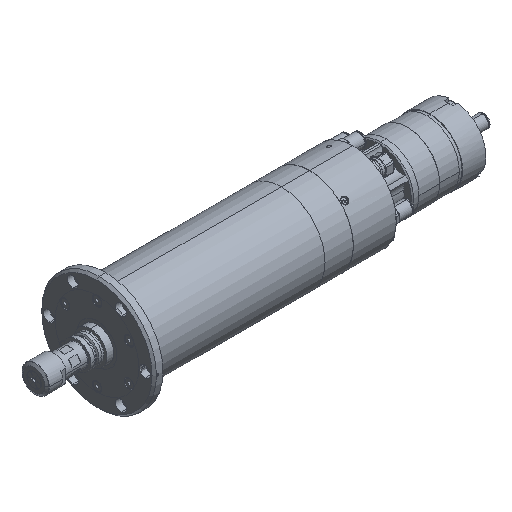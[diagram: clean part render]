
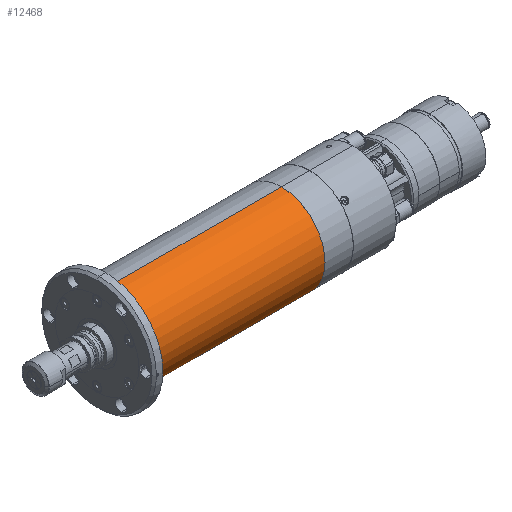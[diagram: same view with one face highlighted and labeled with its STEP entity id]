
A CAD part, isometric view. The second image highlights one B-rep face of the part: STEP entity #12468.
In plain terms, the highlighted cylindrical face has radius 40 mm (diameter 80 mm), a partial arc.
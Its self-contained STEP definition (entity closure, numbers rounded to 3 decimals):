
#12379 = VERTEX_POINT ( 'NONE', #19051 ) ;
#12380 = VERTEX_POINT ( 'NONE', #19050 ) ;
#12382 = EDGE_CURVE ( 'NONE', #12380, #12383, #19049, .T. ) ;
#12383 = VERTEX_POINT ( 'NONE', #19045 ) ;
#12431 = VERTEX_POINT ( 'NONE', #19097 ) ;
#12433 = EDGE_CURVE ( 'NONE', #12379, #12431, #19163, .T. ) ;
#12468 = ADVANCED_FACE ( 'NONE', ( #19170 ), #19225, .T. ) ;
#12469 = EDGE_LOOP ( 'NONE', ( #12470, #12471, #12473, #12474 ) ) ;
#12470 = ORIENTED_EDGE ( 'NONE', *, *, #12382, .F. ) ;
#12471 = ORIENTED_EDGE ( 'NONE', *, *, #12472, .T. ) ;
#12472 = EDGE_CURVE ( 'NONE', #12380, #12379, #19226, .T. ) ;
#12473 = ORIENTED_EDGE ( 'NONE', *, *, #12433, .T. ) ;
#12474 = ORIENTED_EDGE ( 'NONE', *, *, #12488, .F. ) ;
#12488 = EDGE_CURVE ( 'NONE', #12383, #12431, #19255, .T. ) ;
#19045 = CARTESIAN_POINT ( 'NONE',  ( 177.1, 0., 40. ) ) ;
#19046 = DIRECTION ( 'NONE',  ( 1., 0., 0. ) ) ;
#19047 = VECTOR ( 'NONE', #19046, 1000. ) ;
#19048 = CARTESIAN_POINT ( 'NONE',  ( 177.1, 0., 40. ) ) ;
#19049 = LINE ( 'NONE', #19048, #19047 ) ;
#19050 = CARTESIAN_POINT ( 'NONE',  ( 16.1, 0., 40. ) ) ;
#19051 = CARTESIAN_POINT ( 'NONE',  ( 16.1, 0., -40. ) ) ;
#19097 = CARTESIAN_POINT ( 'NONE',  ( 177.1, 0., -40. ) ) ;
#19160 = DIRECTION ( 'NONE',  ( 1., 0., 0. ) ) ;
#19161 = VECTOR ( 'NONE', #19160, 1000. ) ;
#19162 = CARTESIAN_POINT ( 'NONE',  ( 177.1, 0., -40. ) ) ;
#19163 = LINE ( 'NONE', #19162, #19161 ) ;
#19170 = FACE_OUTER_BOUND ( 'NONE', #12469, .T. ) ;
#19198 = CARTESIAN_POINT ( 'NONE',  ( 177.1, 0., 0. ) ) ;
#19217 = DIRECTION ( 'NONE',  ( 0., 0., -1. ) ) ;
#19218 = DIRECTION ( 'NONE',  ( 1., 0., 0. ) ) ;
#19219 = CARTESIAN_POINT ( 'NONE',  ( 16.1, 0., 0. ) ) ;
#19220 = AXIS2_PLACEMENT_3D ( 'NONE', #19219, #19218, #19217 ) ;
#19221 = DIRECTION ( 'NONE',  ( 0., 0., -1. ) ) ;
#19222 = DIRECTION ( 'NONE',  ( 1., 0., 0. ) ) ;
#19223 = CARTESIAN_POINT ( 'NONE',  ( 177.1, 0., 0. ) ) ;
#19224 = AXIS2_PLACEMENT_3D ( 'NONE', #19223, #19222, #19221 ) ;
#19225 = CYLINDRICAL_SURFACE ( 'NONE', #19224, 40. ) ;
#19226 = CIRCLE ( 'NONE', #19220, 40. ) ;
#19252 = DIRECTION ( 'NONE',  ( 0., 0., -1. ) ) ;
#19253 = DIRECTION ( 'NONE',  ( 1., 0., 0. ) ) ;
#19254 = AXIS2_PLACEMENT_3D ( 'NONE', #19198, #19253, #19252 ) ;
#19255 = CIRCLE ( 'NONE', #19254, 40. ) ;
